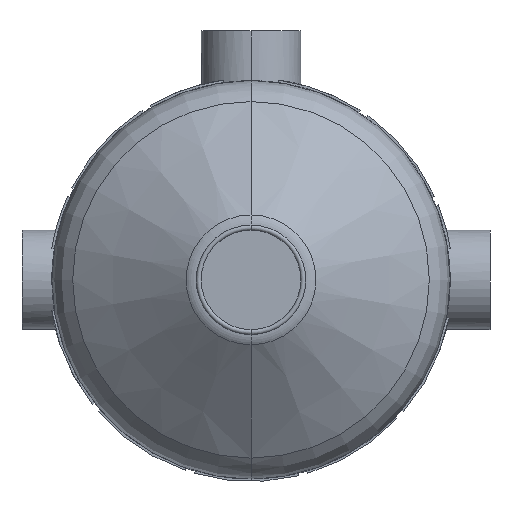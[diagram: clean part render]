
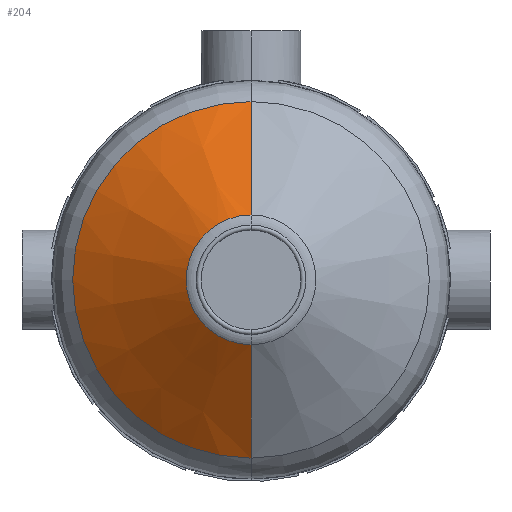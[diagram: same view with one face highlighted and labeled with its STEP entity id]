
A CAD part, left-side view. The second image highlights one B-rep face of the part: STEP entity #204.
In plain terms, the highlighted conical face has half-angle 54.462 degrees and reference radius 6 mm.
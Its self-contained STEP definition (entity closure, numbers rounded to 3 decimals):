
#194 = CONICAL_SURFACE ( 'NONE', #1751, 6., 0.951 ) ;
#204 = ADVANCED_FACE ( 'NONE', ( #224 ), #194, .T. ) ;
#224 = FACE_OUTER_BOUND ( 'NONE', #6409, .T. ) ;
#320 = LINE ( 'NONE', #6211, #581 ) ;
#398 = EDGE_CURVE ( 'NONE', #6578, #2115, #1517, .T. ) ;
#581 = VECTOR ( 'NONE', #2447, 1000. ) ;
#896 = DIRECTION ( 'NONE',  ( 0., 0., -1. ) ) ;
#1517 = LINE ( 'NONE', #2145, #1721 ) ;
#1543 = ORIENTED_EDGE ( 'NONE', *, *, #2574, .T. ) ;
#1721 = VECTOR ( 'NONE', #4239, 1000. ) ;
#1751 = AXIS2_PLACEMENT_3D ( 'NONE', #6499, #3268, #2359 ) ;
#1835 = CARTESIAN_POINT ( 'NONE',  ( -69.633, 0., 0. ) ) ;
#2115 = VERTEX_POINT ( 'NONE', #5685 ) ;
#2145 = CARTESIAN_POINT ( 'NONE',  ( -70., 0., 6. ) ) ;
#2200 = AXIS2_PLACEMENT_3D ( 'NONE', #1835, #2404, #896 ) ;
#2265 = CARTESIAN_POINT ( 'NONE',  ( -69.633, 0., -6.514 ) ) ;
#2314 = CARTESIAN_POINT ( 'NONE',  ( -69.633, 0., 6.514 ) ) ;
#2359 = DIRECTION ( 'NONE',  ( 0., 0., -1. ) ) ;
#2404 = DIRECTION ( 'NONE',  ( 1., 0., 0. ) ) ;
#2447 = DIRECTION ( 'NONE',  ( 0.581, 0., -0.814 ) ) ;
#2574 = EDGE_CURVE ( 'NONE', #2115, #6154, #2930, .T. ) ;
#2794 = ORIENTED_EDGE ( 'NONE', *, *, #5469, .F. ) ;
#2930 = CIRCLE ( 'NONE', #4922, 17.906 ) ;
#2958 = DIRECTION ( 'NONE',  ( 0., 0., -1. ) ) ;
#3268 = DIRECTION ( 'NONE',  ( 1., 0., 0. ) ) ;
#3762 = EDGE_CURVE ( 'NONE', #4076, #6578, #5865, .T. ) ;
#4076 = VERTEX_POINT ( 'NONE', #2265 ) ;
#4239 = DIRECTION ( 'NONE',  ( 0.581, 0., 0.814 ) ) ;
#4529 = CARTESIAN_POINT ( 'NONE',  ( -61.496, 0., 0. ) ) ;
#4922 = AXIS2_PLACEMENT_3D ( 'NONE', #4529, #6158, #2958 ) ;
#5108 = ORIENTED_EDGE ( 'NONE', *, *, #398, .T. ) ;
#5469 = EDGE_CURVE ( 'NONE', #4076, #6154, #320, .T. ) ;
#5573 = ORIENTED_EDGE ( 'NONE', *, *, #3762, .T. ) ;
#5685 = CARTESIAN_POINT ( 'NONE',  ( -61.496, 0., 17.906 ) ) ;
#5865 = CIRCLE ( 'NONE', #2200, 6.514 ) ;
#6012 = CARTESIAN_POINT ( 'NONE',  ( -61.496, 0., -17.906 ) ) ;
#6154 = VERTEX_POINT ( 'NONE', #6012 ) ;
#6158 = DIRECTION ( 'NONE',  ( -1., 0., 0. ) ) ;
#6211 = CARTESIAN_POINT ( 'NONE',  ( -70., 0., -6. ) ) ;
#6409 = EDGE_LOOP ( 'NONE', ( #5573, #5108, #1543, #2794 ) ) ;
#6499 = CARTESIAN_POINT ( 'NONE',  ( -70., 0., 0. ) ) ;
#6578 = VERTEX_POINT ( 'NONE', #2314 ) ;
